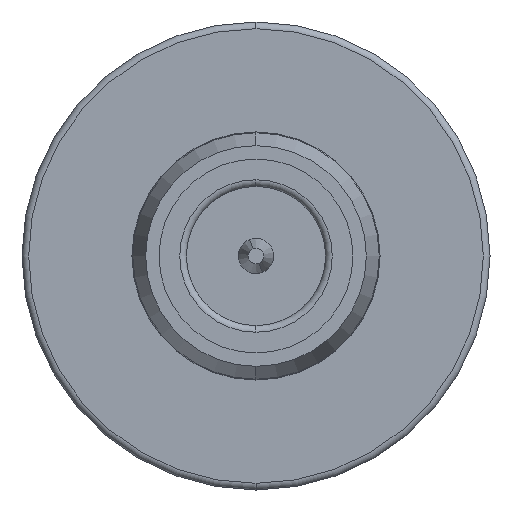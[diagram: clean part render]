
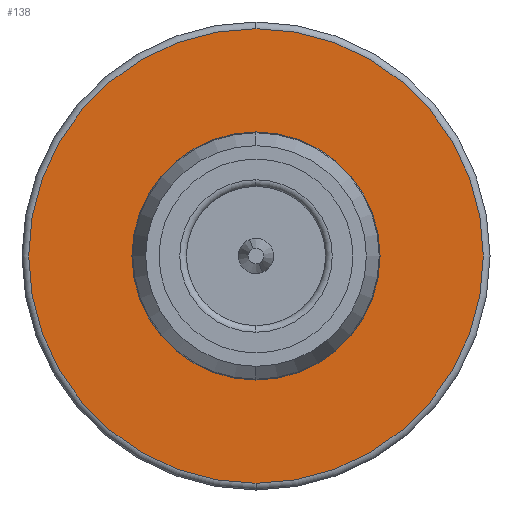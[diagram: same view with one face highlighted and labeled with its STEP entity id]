
A CAD part, left-side view. The second image highlights one B-rep face of the part: STEP entity #138.
In plain terms, the highlighted planar face has unit normal (-1, 0, 0).
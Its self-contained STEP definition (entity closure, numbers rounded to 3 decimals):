
#134 = AXIS2_PLACEMENT_3D ( 'NONE', #1561, #1139, #4150 ) ;
#138 = ADVANCED_FACE ( 'NONE', ( #4045, #5184 ), #2840, .F. ) ;
#146 = DIRECTION ( 'NONE',  ( -1., 0., 0. ) ) ;
#154 = ORIENTED_EDGE ( 'NONE', *, *, #5132, .F. ) ;
#281 = CARTESIAN_POINT ( 'NONE',  ( 6., 0., 0. ) ) ;
#305 = EDGE_LOOP ( 'NONE', ( #2218, #154 ) ) ;
#331 = DIRECTION ( 'NONE',  ( -1., 0., 0. ) ) ;
#455 = ORIENTED_EDGE ( 'NONE', *, *, #3207, .T. ) ;
#529 = AXIS2_PLACEMENT_3D ( 'NONE', #2915, #331, #3355 ) ;
#695 = CARTESIAN_POINT ( 'NONE',  ( 6., 0., 3.4 ) ) ;
#707 = DIRECTION ( 'NONE',  ( 0., 0., -1. ) ) ;
#883 = CARTESIAN_POINT ( 'NONE',  ( 6., 0., 0. ) ) ;
#1088 = ORIENTED_EDGE ( 'NONE', *, *, #1541, .T. ) ;
#1139 = DIRECTION ( 'NONE',  ( 1., 0., 0. ) ) ;
#1316 = DIRECTION ( 'NONE',  ( 0., 0., 1. ) ) ;
#1450 = CIRCLE ( 'NONE', #2470, 1.855 ) ;
#1518 = CARTESIAN_POINT ( 'NONE',  ( 6., 0., -1.855 ) ) ;
#1541 = EDGE_CURVE ( 'NONE', #1786, #3294, #1856, .T. ) ;
#1561 = CARTESIAN_POINT ( 'NONE',  ( 6., 1.855, 0. ) ) ;
#1732 = CIRCLE ( 'NONE', #529, 1.855 ) ;
#1762 = VERTEX_POINT ( 'NONE', #1518 ) ;
#1786 = VERTEX_POINT ( 'NONE', #695 ) ;
#1856 = CIRCLE ( 'NONE', #3173, 3.4 ) ;
#1942 = CIRCLE ( 'NONE', #2672, 3.4 ) ;
#2218 = ORIENTED_EDGE ( 'NONE', *, *, #5298, .F. ) ;
#2364 = EDGE_LOOP ( 'NONE', ( #455, #1088 ) ) ;
#2470 = AXIS2_PLACEMENT_3D ( 'NONE', #883, #3905, #1316 ) ;
#2672 = AXIS2_PLACEMENT_3D ( 'NONE', #281, #3303, #707 ) ;
#2726 = CARTESIAN_POINT ( 'NONE',  ( 6., 0., 0. ) ) ;
#2840 = PLANE ( 'NONE',  #134 ) ;
#2915 = CARTESIAN_POINT ( 'NONE',  ( 6., 0., 0. ) ) ;
#3170 = DIRECTION ( 'NONE',  ( 0., 0., -1. ) ) ;
#3173 = AXIS2_PLACEMENT_3D ( 'NONE', #2726, #146, #3170 ) ;
#3207 = EDGE_CURVE ( 'NONE', #3294, #1786, #1942, .T. ) ;
#3294 = VERTEX_POINT ( 'NONE', #4648 ) ;
#3303 = DIRECTION ( 'NONE',  ( -1., 0., 0. ) ) ;
#3355 = DIRECTION ( 'NONE',  ( 0., 0., 1. ) ) ;
#3708 = CARTESIAN_POINT ( 'NONE',  ( 6., 0., 1.855 ) ) ;
#3905 = DIRECTION ( 'NONE',  ( -1., 0., 0. ) ) ;
#4045 = FACE_OUTER_BOUND ( 'NONE', #2364, .T. ) ;
#4150 = DIRECTION ( 'NONE',  ( 0., 0., -1. ) ) ;
#4648 = CARTESIAN_POINT ( 'NONE',  ( 6., 0., -3.4 ) ) ;
#5132 = EDGE_CURVE ( 'NONE', #1762, #5562, #1732, .T. ) ;
#5184 = FACE_BOUND ( 'NONE', #305, .T. ) ;
#5298 = EDGE_CURVE ( 'NONE', #5562, #1762, #1450, .T. ) ;
#5562 = VERTEX_POINT ( 'NONE', #3708 ) ;
